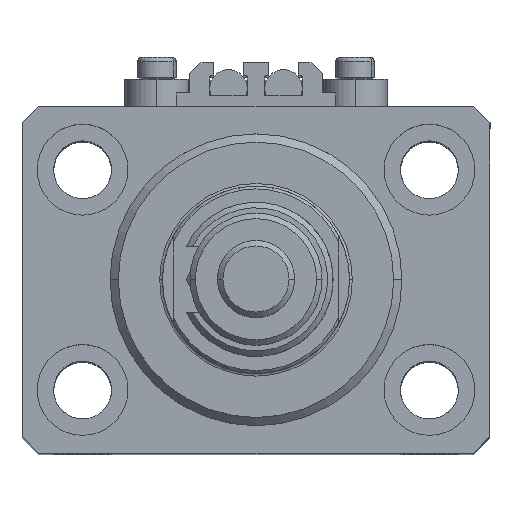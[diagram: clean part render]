
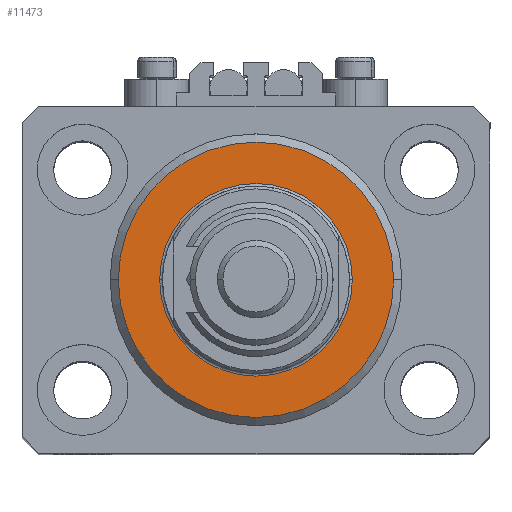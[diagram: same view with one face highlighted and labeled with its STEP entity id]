
A CAD part, top view. The second image highlights one B-rep face of the part: STEP entity #11473.
In plain terms, the highlighted face is planar.
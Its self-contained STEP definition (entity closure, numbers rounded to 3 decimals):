
#708 = CARTESIAN_POINT ( 'NONE',  ( -17.5, 0., 0. ) ) ;
#1014 = ORIENTED_EDGE ( 'NONE', *, *, #14470, .T. ) ;
#2505 = DIRECTION ( 'NONE',  ( 1., 0., 0. ) ) ;
#2620 = CARTESIAN_POINT ( 'NONE',  ( 0., 0., 0. ) ) ;
#3774 = AXIS2_PLACEMENT_3D ( 'NONE', #47188, #51675, #2505 ) ;
#8099 = CARTESIAN_POINT ( 'NONE',  ( 17.5, 0., 0. ) ) ;
#9048 = ORIENTED_EDGE ( 'NONE', *, *, #15959, .T. ) ;
#10078 = FACE_BOUND ( 'NONE', #15426, .T. ) ;
#11473 = ADVANCED_FACE ( 'NONE', ( #10078, #18532 ), #14309, .F. ) ;
#13613 = AXIS2_PLACEMENT_3D ( 'NONE', #44407, #24308, #35151 ) ;
#14309 = PLANE ( 'NONE',  #26933 ) ;
#14470 = EDGE_CURVE ( 'NONE', #35999, #26940, #38035, .T. ) ;
#15366 = EDGE_CURVE ( 'NONE', #18036, #43065, #17806, .T. ) ;
#15426 = EDGE_LOOP ( 'NONE', ( #9048, #18072 ) ) ;
#15959 = EDGE_CURVE ( 'NONE', #43065, #18036, #40658, .T. ) ;
#16536 = CARTESIAN_POINT ( 'NONE',  ( 0., 0., 0. ) ) ;
#16933 = AXIS2_PLACEMENT_3D ( 'NONE', #16536, #20759, #36876 ) ;
#17806 = CIRCLE ( 'NONE', #31315, 17.5 ) ;
#18027 = ORIENTED_EDGE ( 'NONE', *, *, #44116, .T. ) ;
#18036 = VERTEX_POINT ( 'NONE', #708 ) ;
#18072 = ORIENTED_EDGE ( 'NONE', *, *, #15366, .T. ) ;
#18532 = FACE_OUTER_BOUND ( 'NONE', #20308, .T. ) ;
#20308 = EDGE_LOOP ( 'NONE', ( #18027, #1014 ) ) ;
#20759 = DIRECTION ( 'NONE',  ( 0., 0., -1. ) ) ;
#24308 = DIRECTION ( 'NONE',  ( 0., 0., 1. ) ) ;
#24897 = CARTESIAN_POINT ( 'NONE',  ( -25., 0., 0. ) ) ;
#26933 = AXIS2_PLACEMENT_3D ( 'NONE', #30700, #30440, #38369 ) ;
#26940 = VERTEX_POINT ( 'NONE', #47674 ) ;
#30440 = DIRECTION ( 'NONE',  ( 0., 0., 1. ) ) ;
#30700 = CARTESIAN_POINT ( 'NONE',  ( 0., 0., 0. ) ) ;
#31315 = AXIS2_PLACEMENT_3D ( 'NONE', #2620, #38073, #47046 ) ;
#35151 = DIRECTION ( 'NONE',  ( 1., 0., 0. ) ) ;
#35845 = CIRCLE ( 'NONE', #3774, 25. ) ;
#35999 = VERTEX_POINT ( 'NONE', #24897 ) ;
#36876 = DIRECTION ( 'NONE',  ( 1., 0., 0. ) ) ;
#38035 = CIRCLE ( 'NONE', #16933, 25. ) ;
#38073 = DIRECTION ( 'NONE',  ( 0., 0., 1. ) ) ;
#38369 = DIRECTION ( 'NONE',  ( 1., 0., 0. ) ) ;
#40658 = CIRCLE ( 'NONE', #13613, 17.5 ) ;
#43065 = VERTEX_POINT ( 'NONE', #8099 ) ;
#44116 = EDGE_CURVE ( 'NONE', #26940, #35999, #35845, .T. ) ;
#44407 = CARTESIAN_POINT ( 'NONE',  ( 0., 0., 0. ) ) ;
#47046 = DIRECTION ( 'NONE',  ( 1., 0., 0. ) ) ;
#47188 = CARTESIAN_POINT ( 'NONE',  ( 0., 0., 0. ) ) ;
#47674 = CARTESIAN_POINT ( 'NONE',  ( 25., 0., 0. ) ) ;
#51675 = DIRECTION ( 'NONE',  ( 0., 0., -1. ) ) ;
